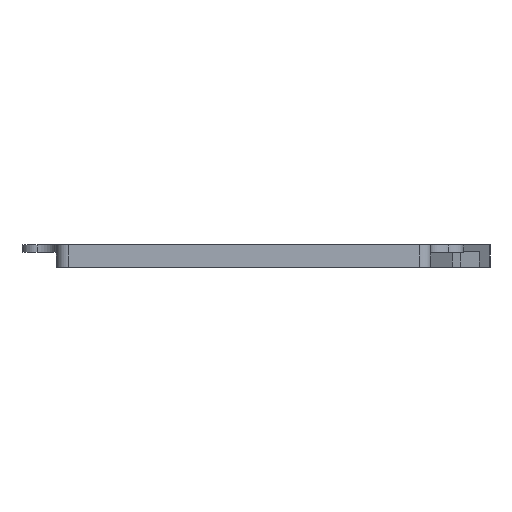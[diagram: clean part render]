
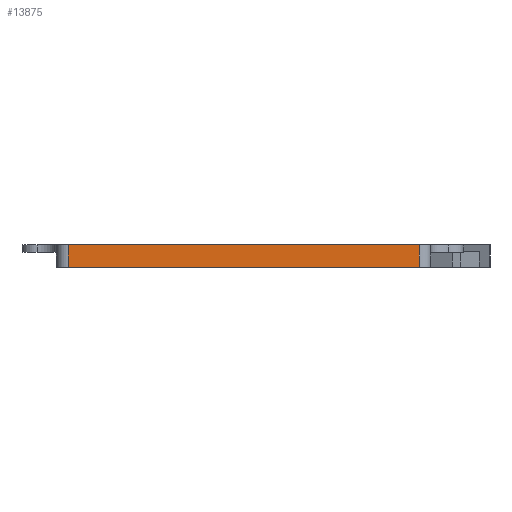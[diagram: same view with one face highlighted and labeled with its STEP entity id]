
A CAD part, left-side view. The second image highlights one B-rep face of the part: STEP entity #13875.
In plain terms, the highlighted planar face has unit normal (-1, 0, 0).
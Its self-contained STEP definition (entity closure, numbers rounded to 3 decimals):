
#281=PLANE('',#15082);
#790=FACE_OUTER_BOUND('',#1612,.T.);
#1612=EDGE_LOOP('',(#10918,#10919,#10920,#10921));
#2266=LINE('',#20382,#3673);
#2463=LINE('',#21152,#3870);
#2903=LINE('',#22502,#4310);
#2904=LINE('',#22503,#4311);
#3673=VECTOR('',#16151,10.);
#3870=VECTOR('',#16720,10.);
#4310=VECTOR('',#17966,10.);
#4311=VECTOR('',#17967,10.);
#5759=VERTEX_POINT('',#20379);
#5760=VERTEX_POINT('',#20381);
#6138=VERTEX_POINT('',#21149);
#6139=VERTEX_POINT('',#21151);
#7210=EDGE_CURVE('',#5759,#5760,#2266,.T.);
#7593=EDGE_CURVE('',#6139,#6138,#2463,.T.);
#8255=EDGE_CURVE('',#6138,#5760,#2903,.T.);
#8256=EDGE_CURVE('',#6139,#5759,#2904,.T.);
#10918=ORIENTED_EDGE('',*,*,#7593,.T.);
#10919=ORIENTED_EDGE('',*,*,#8255,.T.);
#10920=ORIENTED_EDGE('',*,*,#7210,.F.);
#10921=ORIENTED_EDGE('',*,*,#8256,.F.);
#13875=ADVANCED_FACE('',(#790),#281,.T.);
#15082=AXIS2_PLACEMENT_3D('',#22501,#17964,#17965);
#16151=DIRECTION('',(0.,-1.,0.));
#16720=DIRECTION('',(0.,-1.,0.));
#17964=DIRECTION('center_axis',(-1.,0.,0.));
#17965=DIRECTION('ref_axis',(0.,-1.,0.));
#17966=DIRECTION('',(0.,0.,1.));
#17967=DIRECTION('',(0.,0.,1.));
#20379=CARTESIAN_POINT('',(-114.3,92.75,6.6));
#20381=CARTESIAN_POINT('',(-114.3,16.787,6.6));
#20382=CARTESIAN_POINT('',(-114.3,92.75,6.6));
#21149=CARTESIAN_POINT('',(-114.3,16.787,1.8));
#21151=CARTESIAN_POINT('',(-114.3,92.75,1.8));
#21152=CARTESIAN_POINT('',(-114.3,70.562,1.8));
#22501=CARTESIAN_POINT('Origin',(-114.3,92.75,5.1));
#22502=CARTESIAN_POINT('',(-114.3,16.787,5.1));
#22503=CARTESIAN_POINT('',(-114.3,92.75,5.1));
